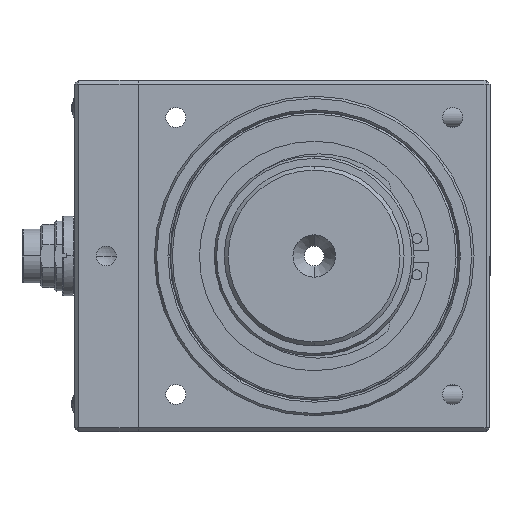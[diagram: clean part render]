
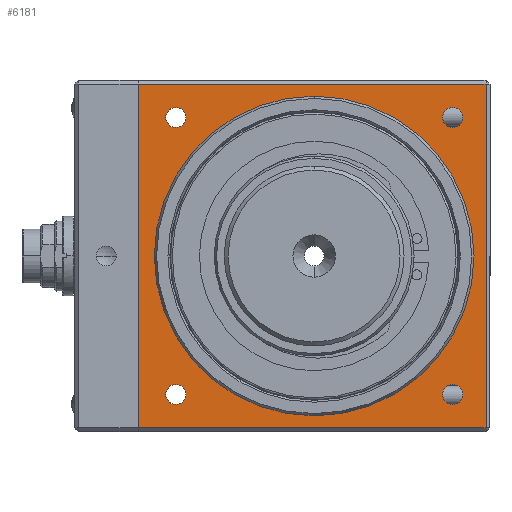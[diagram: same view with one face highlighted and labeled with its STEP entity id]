
A CAD part, left-side view. The second image highlights one B-rep face of the part: STEP entity #6181.
In plain terms, the highlighted planar face has unit normal (-1, 0, 0).
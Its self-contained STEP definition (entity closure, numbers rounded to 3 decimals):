
#21 = EDGE_CURVE ( 'NONE', #3063, #13149, #15293, .T. ) ;
#130 = CARTESIAN_POINT ( 'NONE',  ( -84., 0., 40. ) ) ;
#137 = CIRCLE ( 'NONE', #5788, 40. ) ;
#197 = VERTEX_POINT ( 'NONE', #7177 ) ;
#1000 = FACE_BOUND ( 'NONE', #3975, .T. ) ;
#1050 = CARTESIAN_POINT ( 'NONE',  ( -84., 0., -40. ) ) ;
#1063 = AXIS2_PLACEMENT_3D ( 'NONE', #5700, #14410, #6959 ) ;
#1215 = EDGE_LOOP ( 'NONE', ( #14458, #4469 ) ) ;
#1308 = DIRECTION ( 'NONE',  ( 1., 0., 0. ) ) ;
#1351 = CIRCLE ( 'NONE', #1063, 2.5 ) ;
#1406 = DIRECTION ( 'NONE',  ( -1., 0., 0. ) ) ;
#1521 = EDGE_CURVE ( 'NONE', #10676, #5951, #5379, .T. ) ;
#1611 = EDGE_CURVE ( 'NONE', #10533, #197, #7497, .T. ) ;
#1623 = VECTOR ( 'NONE', #10118, 1000. ) ;
#1648 = AXIS2_PLACEMENT_3D ( 'NONE', #4838, #4891, #4945 ) ;
#1699 = EDGE_CURVE ( 'NONE', #5951, #10676, #4088, .T. ) ;
#1855 = CARTESIAN_POINT ( 'NONE',  ( -84., 44., 43. ) ) ;
#1873 = FACE_BOUND ( 'NONE', #11901, .T. ) ;
#1987 = VERTEX_POINT ( 'NONE', #1050 ) ;
#2214 = CIRCLE ( 'NONE', #16136, 40. ) ;
#2672 = EDGE_CURVE ( 'NONE', #4670, #1987, #2214, .T. ) ;
#2705 = VERTEX_POINT ( 'NONE', #5779 ) ;
#2866 = ORIENTED_EDGE ( 'NONE', *, *, #13399, .F. ) ;
#3063 = VERTEX_POINT ( 'NONE', #11217 ) ;
#3116 = EDGE_CURVE ( 'NONE', #15350, #2705, #8326, .T. ) ;
#3347 = AXIS2_PLACEMENT_3D ( 'NONE', #8787, #1308, #10055 ) ;
#3512 = DIRECTION ( 'NONE',  ( -1., 0., 0. ) ) ;
#3524 = EDGE_CURVE ( 'NONE', #12459, #11656, #12227, .T. ) ;
#3548 = ORIENTED_EDGE ( 'NONE', *, *, #3116, .T. ) ;
#3737 = PLANE ( 'NONE',  #3347 ) ;
#3975 = EDGE_LOOP ( 'NONE', ( #5655, #11871 ) ) ;
#4088 = CIRCLE ( 'NONE', #1648, 2.5 ) ;
#4221 = LINE ( 'NONE', #4948, #6909 ) ;
#4251 = CIRCLE ( 'NONE', #4876, 2.5 ) ;
#4437 = CARTESIAN_POINT ( 'NONE',  ( -84., -43., 44. ) ) ;
#4469 = ORIENTED_EDGE ( 'NONE', *, *, #1699, .F. ) ;
#4495 = ORIENTED_EDGE ( 'NONE', *, *, #8837, .F. ) ;
#4596 = EDGE_LOOP ( 'NONE', ( #14221, #2866 ) ) ;
#4670 = VERTEX_POINT ( 'NONE', #130 ) ;
#4831 = DIRECTION ( 'NONE',  ( -1., 0., 0. ) ) ;
#4838 = CARTESIAN_POINT ( 'NONE',  ( -84., -34.648, 34.648 ) ) ;
#4876 = AXIS2_PLACEMENT_3D ( 'NONE', #5389, #14090, #6627 ) ;
#4891 = DIRECTION ( 'NONE',  ( -1., 0., 0. ) ) ;
#4939 = DIRECTION ( 'NONE',  ( -1., 0., 0. ) ) ;
#4945 = DIRECTION ( 'NONE',  ( 0., 0., 1. ) ) ;
#4948 = CARTESIAN_POINT ( 'NONE',  ( -84., 44., 44. ) ) ;
#4999 = LINE ( 'NONE', #4437, #6665 ) ;
#5093 = EDGE_CURVE ( 'NONE', #1987, #4670, #137, .T. ) ;
#5376 = VERTEX_POINT ( 'NONE', #10620 ) ;
#5379 = CIRCLE ( 'NONE', #14762, 2.5 ) ;
#5389 = CARTESIAN_POINT ( 'NONE',  ( -84., 34.648, -34.648 ) ) ;
#5655 = ORIENTED_EDGE ( 'NONE', *, *, #5093, .F. ) ;
#5700 = CARTESIAN_POINT ( 'NONE',  ( -84., -34.648, -34.648 ) ) ;
#5779 = CARTESIAN_POINT ( 'NONE',  ( -84., -43., -43. ) ) ;
#5788 = AXIS2_PLACEMENT_3D ( 'NONE', #8883, #1406, #10153 ) ;
#5835 = AXIS2_PLACEMENT_3D ( 'NONE', #14680, #3512, #7410 ) ;
#5951 = VERTEX_POINT ( 'NONE', #8090 ) ;
#6172 = DIRECTION ( 'NONE',  ( 0., 0., 1. ) ) ;
#6181 = ADVANCED_FACE ( 'NONE', ( #7948, #7340, #1873, #10505, #15867, #1000 ), #3737, .F. ) ;
#6296 = CARTESIAN_POINT ( 'NONE',  ( -84., 34.648, -37.148 ) ) ;
#6521 = CIRCLE ( 'NONE', #10121, 2.5 ) ;
#6569 = DIRECTION ( 'NONE',  ( 0., 0., -1. ) ) ;
#6610 = DIRECTION ( 'NONE',  ( -1., 0., 0. ) ) ;
#6627 = DIRECTION ( 'NONE',  ( 0., 0., 1. ) ) ;
#6665 = VECTOR ( 'NONE', #11952, 1000. ) ;
#6668 = CARTESIAN_POINT ( 'NONE',  ( -84., 0., 0. ) ) ;
#6789 = AXIS2_PLACEMENT_3D ( 'NONE', #12239, #12246, #13335 ) ;
#6909 = VECTOR ( 'NONE', #6172, 1000. ) ;
#6959 = DIRECTION ( 'NONE',  ( 0., 0., 1. ) ) ;
#7177 = CARTESIAN_POINT ( 'NONE',  ( -84., 44., 43. ) ) ;
#7340 = FACE_BOUND ( 'NONE', #1215, .T. ) ;
#7410 = DIRECTION ( 'NONE',  ( 0., 0., 1. ) ) ;
#7447 = VECTOR ( 'NONE', #8229, 1000. ) ;
#7497 = LINE ( 'NONE', #1855, #7447 ) ;
#7538 = CARTESIAN_POINT ( 'NONE',  ( -84., 34.648, 32.148 ) ) ;
#7877 = EDGE_CURVE ( 'NONE', #13149, #3063, #10635, .T. ) ;
#7948 = FACE_BOUND ( 'NONE', #10886, .T. ) ;
#8090 = CARTESIAN_POINT ( 'NONE',  ( -84., -34.648, 32.148 ) ) ;
#8132 = VERTEX_POINT ( 'NONE', #12612 ) ;
#8175 = DIRECTION ( 'NONE',  ( -1., 0., 0. ) ) ;
#8229 = DIRECTION ( 'NONE',  ( 0., 1., 0. ) ) ;
#8273 = DIRECTION ( 'NONE',  ( 0., 0., 1. ) ) ;
#8326 = LINE ( 'NONE', #9738, #1623 ) ;
#8675 = ORIENTED_EDGE ( 'NONE', *, *, #21, .F. ) ;
#8787 = CARTESIAN_POINT ( 'NONE',  ( -84., -44., 44. ) ) ;
#8819 = ORIENTED_EDGE ( 'NONE', *, *, #9804, .T. ) ;
#8837 = EDGE_CURVE ( 'NONE', #15350, #197, #4221, .T. ) ;
#8883 = CARTESIAN_POINT ( 'NONE',  ( -84., 0., 0. ) ) ;
#9379 = CARTESIAN_POINT ( 'NONE',  ( -84., 34.648, -32.148 ) ) ;
#9738 = CARTESIAN_POINT ( 'NONE',  ( -84., -44., -43. ) ) ;
#9804 = EDGE_CURVE ( 'NONE', #2705, #10533, #4999, .T. ) ;
#10055 = DIRECTION ( 'NONE',  ( 0., 0., -1. ) ) ;
#10080 = EDGE_LOOP ( 'NONE', ( #4495, #3548, #8819, #11045 ) ) ;
#10118 = DIRECTION ( 'NONE',  ( 0., -1., 0. ) ) ;
#10121 = AXIS2_PLACEMENT_3D ( 'NONE', #12402, #4939, #13636 ) ;
#10153 = DIRECTION ( 'NONE',  ( 0., 0., -1. ) ) ;
#10388 = ORIENTED_EDGE ( 'NONE', *, *, #3524, .F. ) ;
#10505 = FACE_BOUND ( 'NONE', #4596, .T. ) ;
#10533 = VERTEX_POINT ( 'NONE', #13342 ) ;
#10620 = CARTESIAN_POINT ( 'NONE',  ( -84., -34.648, -32.148 ) ) ;
#10635 = CIRCLE ( 'NONE', #15175, 2.5 ) ;
#10676 = VERTEX_POINT ( 'NONE', #13611 ) ;
#10842 = ORIENTED_EDGE ( 'NONE', *, *, #7877, .F. ) ;
#10846 = EDGE_CURVE ( 'NONE', #11656, #12459, #4251, .T. ) ;
#10886 = EDGE_LOOP ( 'NONE', ( #10388, #13800 ) ) ;
#11045 = ORIENTED_EDGE ( 'NONE', *, *, #1611, .T. ) ;
#11217 = CARTESIAN_POINT ( 'NONE',  ( -84., 34.648, 37.148 ) ) ;
#11656 = VERTEX_POINT ( 'NONE', #6296 ) ;
#11737 = CARTESIAN_POINT ( 'NONE',  ( -84., -34.648, 34.648 ) ) ;
#11871 = ORIENTED_EDGE ( 'NONE', *, *, #2672, .F. ) ;
#11901 = EDGE_LOOP ( 'NONE', ( #8675, #10842 ) ) ;
#11952 = DIRECTION ( 'NONE',  ( 0., 0., 1. ) ) ;
#12227 = CIRCLE ( 'NONE', #6789, 2.5 ) ;
#12239 = CARTESIAN_POINT ( 'NONE',  ( -84., 34.648, -34.648 ) ) ;
#12246 = DIRECTION ( 'NONE',  ( -1., 0., 0. ) ) ;
#12282 = CARTESIAN_POINT ( 'NONE',  ( -84., 34.648, 34.648 ) ) ;
#12402 = CARTESIAN_POINT ( 'NONE',  ( -84., -34.648, -34.648 ) ) ;
#12459 = VERTEX_POINT ( 'NONE', #9379 ) ;
#12612 = CARTESIAN_POINT ( 'NONE',  ( -84., -34.648, -37.148 ) ) ;
#13149 = VERTEX_POINT ( 'NONE', #7538 ) ;
#13335 = DIRECTION ( 'NONE',  ( 0., 0., 1. ) ) ;
#13342 = CARTESIAN_POINT ( 'NONE',  ( -84., -43., 43. ) ) ;
#13399 = EDGE_CURVE ( 'NONE', #8132, #5376, #1351, .T. ) ;
#13524 = DIRECTION ( 'NONE',  ( 0., 0., 1. ) ) ;
#13611 = CARTESIAN_POINT ( 'NONE',  ( -84., -34.648, 37.148 ) ) ;
#13636 = DIRECTION ( 'NONE',  ( 0., 0., 1. ) ) ;
#13800 = ORIENTED_EDGE ( 'NONE', *, *, #10846, .F. ) ;
#13984 = CARTESIAN_POINT ( 'NONE',  ( -84., 44., -43. ) ) ;
#14090 = DIRECTION ( 'NONE',  ( -1., 0., 0. ) ) ;
#14221 = ORIENTED_EDGE ( 'NONE', *, *, #14243, .F. ) ;
#14243 = EDGE_CURVE ( 'NONE', #5376, #8132, #6521, .T. ) ;
#14410 = DIRECTION ( 'NONE',  ( -1., 0., 0. ) ) ;
#14458 = ORIENTED_EDGE ( 'NONE', *, *, #1521, .F. ) ;
#14680 = CARTESIAN_POINT ( 'NONE',  ( -84., 34.648, 34.648 ) ) ;
#14762 = AXIS2_PLACEMENT_3D ( 'NONE', #11737, #8175, #8273 ) ;
#15175 = AXIS2_PLACEMENT_3D ( 'NONE', #12282, #4831, #13524 ) ;
#15293 = CIRCLE ( 'NONE', #5835, 2.5 ) ;
#15350 = VERTEX_POINT ( 'NONE', #13984 ) ;
#15867 = FACE_OUTER_BOUND ( 'NONE', #10080, .T. ) ;
#16136 = AXIS2_PLACEMENT_3D ( 'NONE', #6668, #6610, #6569 ) ;
